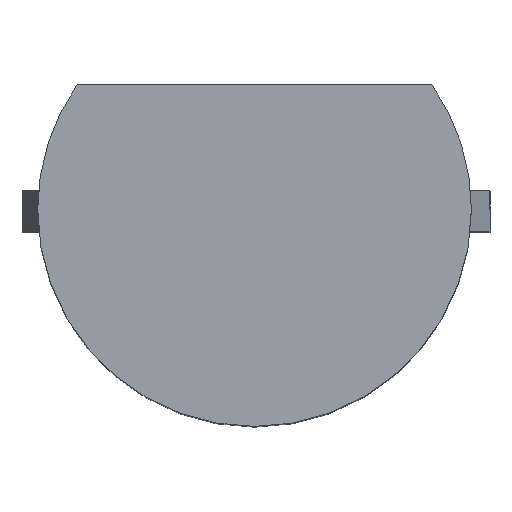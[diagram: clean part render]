
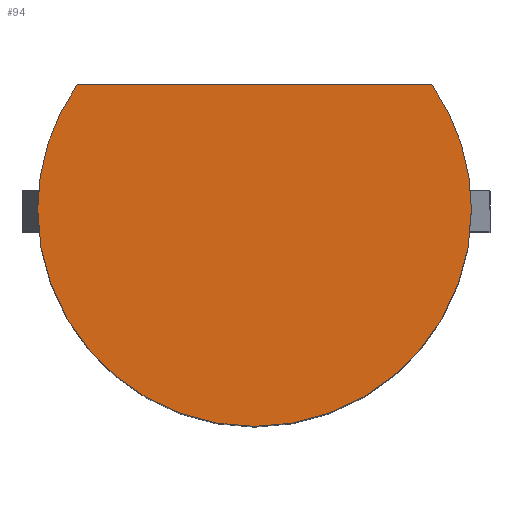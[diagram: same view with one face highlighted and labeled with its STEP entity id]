
A CAD part, top view. The second image highlights one B-rep face of the part: STEP entity #94.
In plain terms, the highlighted planar face has unit normal (0, 0, 1).
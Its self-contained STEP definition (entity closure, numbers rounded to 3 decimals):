
#13 = CARTESIAN_POINT ( 'NONE',  ( 0., 0., 5.33 ) ) ;
#50 = PLANE ( 'NONE',  #876 ) ;
#94 = ADVANCED_FACE ( 'NONE', ( #1109 ), #50, .T. ) ;
#120 = CIRCLE ( 'NONE', #130, 2.66 ) ;
#129 = VERTEX_POINT ( 'NONE', #754 ) ;
#130 = AXIS2_PLACEMENT_3D ( 'NONE', #361, #461, #1123 ) ;
#161 = EDGE_CURVE ( 'NONE', #129, #362, #481, .T. ) ;
#207 = LINE ( 'NONE', #595, #288 ) ;
#236 = AXIS2_PLACEMENT_3D ( 'NONE', #508, #1307, #440 ) ;
#237 = DIRECTION ( 'NONE',  ( 1., 0., 0. ) ) ;
#288 = VECTOR ( 'NONE', #707, 1000. ) ;
#297 = CARTESIAN_POINT ( 'NONE',  ( -2.66, 0., 5.33 ) ) ;
#312 = CARTESIAN_POINT ( 'NONE',  ( -2.176, 1.53, 5.33 ) ) ;
#361 = CARTESIAN_POINT ( 'NONE',  ( 0., 0., 5.33 ) ) ;
#362 = VERTEX_POINT ( 'NONE', #297 ) ;
#432 = ORIENTED_EDGE ( 'NONE', *, *, #1320, .F. ) ;
#440 = DIRECTION ( 'NONE',  ( -1., 0., 0. ) ) ;
#453 = AXIS2_PLACEMENT_3D ( 'NONE', #13, #996, #635 ) ;
#461 = DIRECTION ( 'NONE',  ( 0., 0., -1. ) ) ;
#481 = CIRCLE ( 'NONE', #453, 2.66 ) ;
#487 = EDGE_CURVE ( 'NONE', #362, #708, #120, .T. ) ;
#508 = CARTESIAN_POINT ( 'NONE',  ( 0., 0., 5.33 ) ) ;
#575 = CIRCLE ( 'NONE', #236, 2.66 ) ;
#595 = CARTESIAN_POINT ( 'NONE',  ( 0., 1.53, 5.33 ) ) ;
#635 = DIRECTION ( 'NONE',  ( -1., 0., 0. ) ) ;
#707 = DIRECTION ( 'NONE',  ( -1., 0., 0. ) ) ;
#708 = VERTEX_POINT ( 'NONE', #312 ) ;
#754 = CARTESIAN_POINT ( 'NONE',  ( 2.66, 0., 5.33 ) ) ;
#876 = AXIS2_PLACEMENT_3D ( 'NONE', #1033, #1225, #237 ) ;
#901 = EDGE_LOOP ( 'NONE', ( #432, #1146, #1002, #1330 ) ) ;
#949 = CARTESIAN_POINT ( 'NONE',  ( 2.176, 1.53, 5.33 ) ) ;
#994 = VERTEX_POINT ( 'NONE', #949 ) ;
#996 = DIRECTION ( 'NONE',  ( 0., 0., -1. ) ) ;
#1002 = ORIENTED_EDGE ( 'NONE', *, *, #487, .F. ) ;
#1033 = CARTESIAN_POINT ( 'NONE',  ( 0., 0., 5.33 ) ) ;
#1109 = FACE_OUTER_BOUND ( 'NONE', #901, .T. ) ;
#1123 = DIRECTION ( 'NONE',  ( -1., 0., 0. ) ) ;
#1146 = ORIENTED_EDGE ( 'NONE', *, *, #1218, .T. ) ;
#1218 = EDGE_CURVE ( 'NONE', #994, #708, #207, .T. ) ;
#1225 = DIRECTION ( 'NONE',  ( 0., 0., 1. ) ) ;
#1307 = DIRECTION ( 'NONE',  ( 0., 0., -1. ) ) ;
#1320 = EDGE_CURVE ( 'NONE', #994, #129, #575, .T. ) ;
#1330 = ORIENTED_EDGE ( 'NONE', *, *, #161, .F. ) ;
